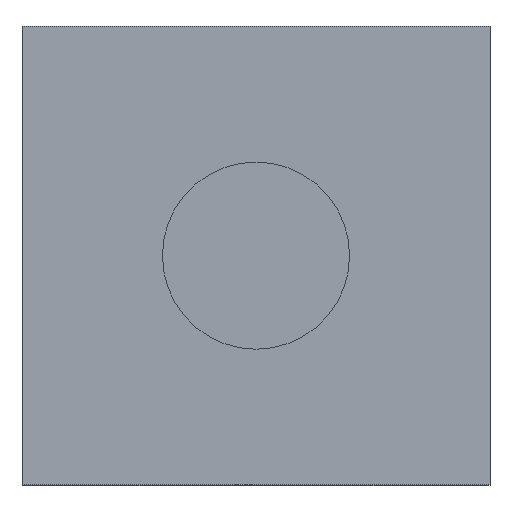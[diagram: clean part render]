
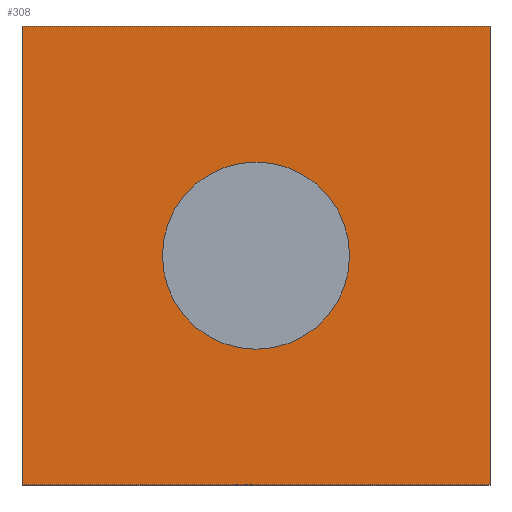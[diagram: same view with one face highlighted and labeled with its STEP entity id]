
A CAD part, top view. The second image highlights one B-rep face of the part: STEP entity #308.
In plain terms, the highlighted planar face has unit normal (0, 0, 1).
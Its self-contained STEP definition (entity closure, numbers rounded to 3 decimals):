
#24 = VERTEX_POINT('',#25);
#25 = CARTESIAN_POINT('',(5.,-4.9,5.));
#31 = EDGE_CURVE('',#24,#32,#34,.T.);
#32 = VERTEX_POINT('',#33);
#33 = CARTESIAN_POINT('',(-5.,-4.9,5.));
#34 = LINE('',#35,#36);
#35 = CARTESIAN_POINT('',(5.,-4.9,5.));
#36 = VECTOR('',#37,1.);
#37 = DIRECTION('',(-1.,0.,0.));
#96 = VERTEX_POINT('',#97);
#97 = CARTESIAN_POINT('',(5.,4.9,5.));
#103 = EDGE_CURVE('',#96,#24,#104,.T.);
#104 = LINE('',#105,#106);
#105 = CARTESIAN_POINT('',(5.,4.9,5.));
#106 = VECTOR('',#107,1.);
#107 = DIRECTION('',(0.,-1.,0.));
#125 = EDGE_CURVE('',#32,#126,#128,.T.);
#126 = VERTEX_POINT('',#127);
#127 = CARTESIAN_POINT('',(-5.,4.9,5.));
#128 = LINE('',#129,#130);
#129 = CARTESIAN_POINT('',(-5.,-4.9,5.));
#130 = VECTOR('',#131,1.);
#131 = DIRECTION('',(0.,1.,0.));
#308 = ADVANCED_FACE('',(#309,#320),#331,.F.);
#309 = FACE_BOUND('',#310,.F.);
#310 = EDGE_LOOP('',(#311,#312,#313,#319));
#311 = ORIENTED_EDGE('',*,*,#31,.T.);
#312 = ORIENTED_EDGE('',*,*,#125,.T.);
#313 = ORIENTED_EDGE('',*,*,#314,.T.);
#314 = EDGE_CURVE('',#126,#96,#315,.T.);
#315 = LINE('',#316,#317);
#316 = CARTESIAN_POINT('',(-5.,4.9,5.));
#317 = VECTOR('',#318,1.);
#318 = DIRECTION('',(1.,0.,0.));
#319 = ORIENTED_EDGE('',*,*,#103,.T.);
#320 = FACE_BOUND('',#321,.F.);
#321 = EDGE_LOOP('',(#322));
#322 = ORIENTED_EDGE('',*,*,#323,.T.);
#323 = EDGE_CURVE('',#324,#324,#326,.T.);
#324 = VERTEX_POINT('',#325);
#325 = CARTESIAN_POINT('',(-2.,0.,5.));
#326 = CIRCLE('',#327,2.);
#327 = AXIS2_PLACEMENT_3D('',#328,#329,#330);
#328 = CARTESIAN_POINT('',(0.,0.,5.));
#329 = DIRECTION('',(0.,0.,1.));
#330 = DIRECTION('',(-1.,0.,0.));
#331 = PLANE('',#332);
#332 = AXIS2_PLACEMENT_3D('',#333,#334,#335);
#333 = CARTESIAN_POINT('',(0.,0.,5.));
#334 = DIRECTION('',(0.,0.,-1.));
#335 = DIRECTION('',(1.,0.,0.));
